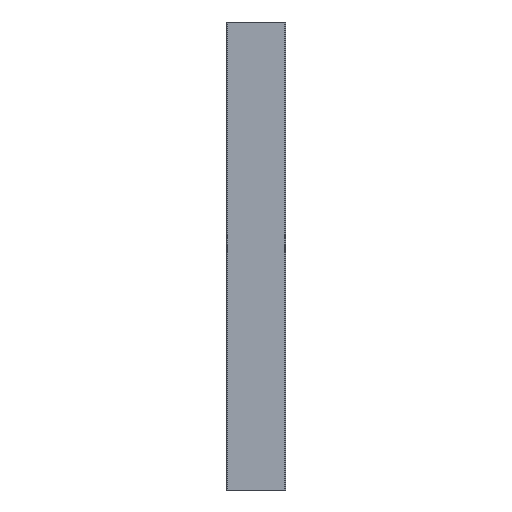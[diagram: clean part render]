
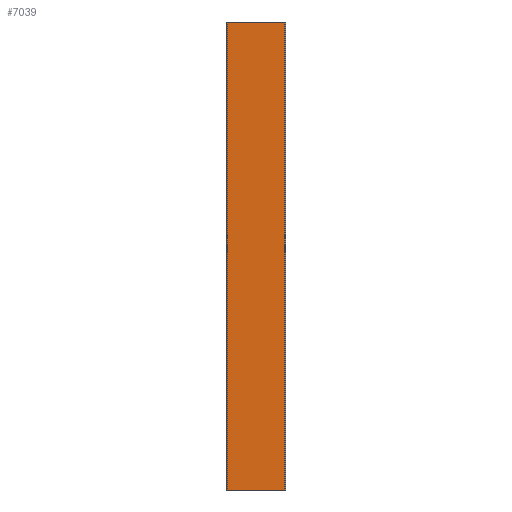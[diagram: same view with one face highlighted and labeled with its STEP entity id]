
A CAD part, front view. The second image highlights one B-rep face of the part: STEP entity #7039.
In plain terms, the highlighted face is planar.
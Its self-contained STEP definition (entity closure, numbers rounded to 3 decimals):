
#284=PLANE('',#7491);
#531=FACE_OUTER_BOUND('',#956,.T.);
#956=EDGE_LOOP('',(#4914,#4915,#4916,#4917));
#1530=LINE('',#10534,#2189);
#1535=LINE('',#10550,#2194);
#1537=LINE('',#10554,#2196);
#1538=LINE('',#10555,#2197);
#2189=VECTOR('',#8305,37.);
#2194=VECTOR('',#8322,300.);
#2196=VECTOR('',#8326,37.);
#2197=VECTOR('',#8327,300.);
#3168=VERTEX_POINT('',#10531);
#3169=VERTEX_POINT('',#10533);
#3174=VERTEX_POINT('',#10548);
#3175=VERTEX_POINT('',#10553);
#3880=EDGE_CURVE('',#3168,#3169,#1530,.T.);
#3888=EDGE_CURVE('',#3174,#3168,#1535,.T.);
#3890=EDGE_CURVE('',#3175,#3174,#1537,.T.);
#3891=EDGE_CURVE('',#3169,#3175,#1538,.T.);
#4914=ORIENTED_EDGE('',*,*,#3888,.F.);
#4915=ORIENTED_EDGE('',*,*,#3890,.F.);
#4916=ORIENTED_EDGE('',*,*,#3891,.F.);
#4917=ORIENTED_EDGE('',*,*,#3880,.F.);
#7039=ADVANCED_FACE('',(#531),#284,.T.);
#7491=AXIS2_PLACEMENT_3D('',#10552,#8324,#8325);
#8305=DIRECTION('',(1.,0.,0.));
#8322=DIRECTION('',(0.,0.,-1.));
#8324=DIRECTION('center_axis',(0.,1.,0.));
#8325=DIRECTION('ref_axis',(-1.,0.,0.));
#8326=DIRECTION('',(-1.,0.,0.));
#8327=DIRECTION('',(0.,0.,1.));
#10531=CARTESIAN_POINT('',(-18.5,15.25,-150.));
#10533=CARTESIAN_POINT('',(18.5,15.25,-150.));
#10534=CARTESIAN_POINT('',(19.,15.25,-150.));
#10548=CARTESIAN_POINT('',(-18.5,15.25,150.));
#10550=CARTESIAN_POINT('',(-18.5,15.25,0.));
#10552=CARTESIAN_POINT('Origin',(19.,15.25,0.));
#10553=CARTESIAN_POINT('',(18.5,15.25,150.));
#10554=CARTESIAN_POINT('',(19.,15.25,150.));
#10555=CARTESIAN_POINT('',(18.5,15.25,0.));
